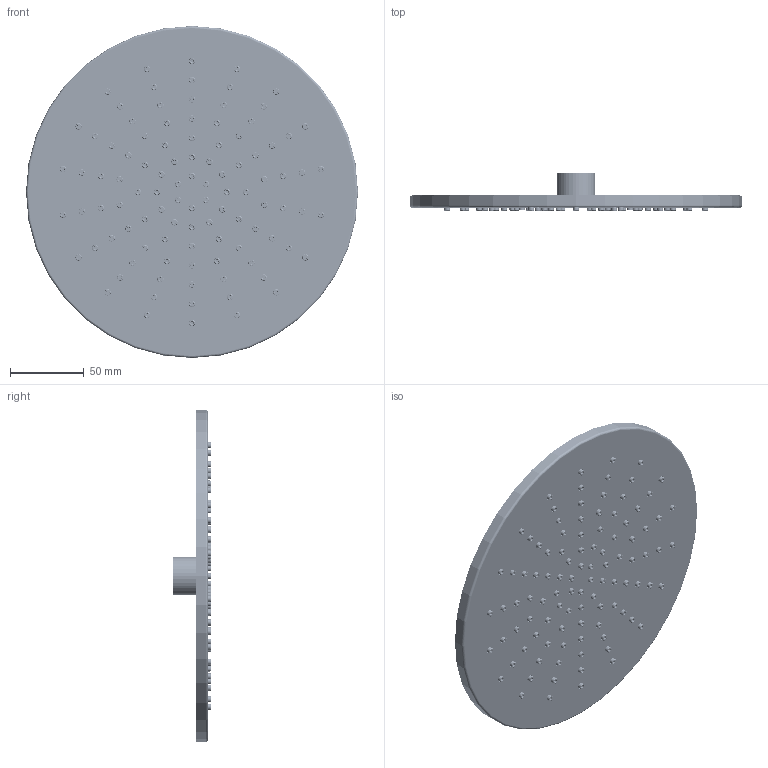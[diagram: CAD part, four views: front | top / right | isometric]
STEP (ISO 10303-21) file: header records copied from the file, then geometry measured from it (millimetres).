
FILE_DESCRIPTION((''),'2;1');
FILE_NAME('ZSOF074CR','2021-05-05T09:51:54',('ut3'),('PAFFONI SpA'),'CREO PARAMETRIC BY PTC INC, 2020044','CREO PARAMETRIC BY PTC INC, 2020044','');
FILE_SCHEMA(('CONFIG_CONTROL_DESIGN','SHAPE_APPEARANCE_LAYERS_GROUPS'));
Length unit declared in the file: millimetre
Products named in the file (1): ZSOF074CR
Bounding box: 225 x 25.2 x 225 mm (x, y, z)
Volume: 190049.9 mm3; surface area: 188473.3 mm2
Topology: 2 solids, 2 shells, 3500 faces, 7994 edges, 4800 vertices
Faces by surface type: torus 1546, cylinder 1006, plane 844, cone 102, bspline 2
Entity records: 127092 total; most frequent: CARTESIAN_POINT 19944, DIRECTION 19602, ORIENTED_EDGE 15988, AXIS2_PLACEMENT_3D 8828, EDGE_CURVE 7994, CIRCLE 5330, VERTEX_POINT 4800, EDGE_LOOP 4198
